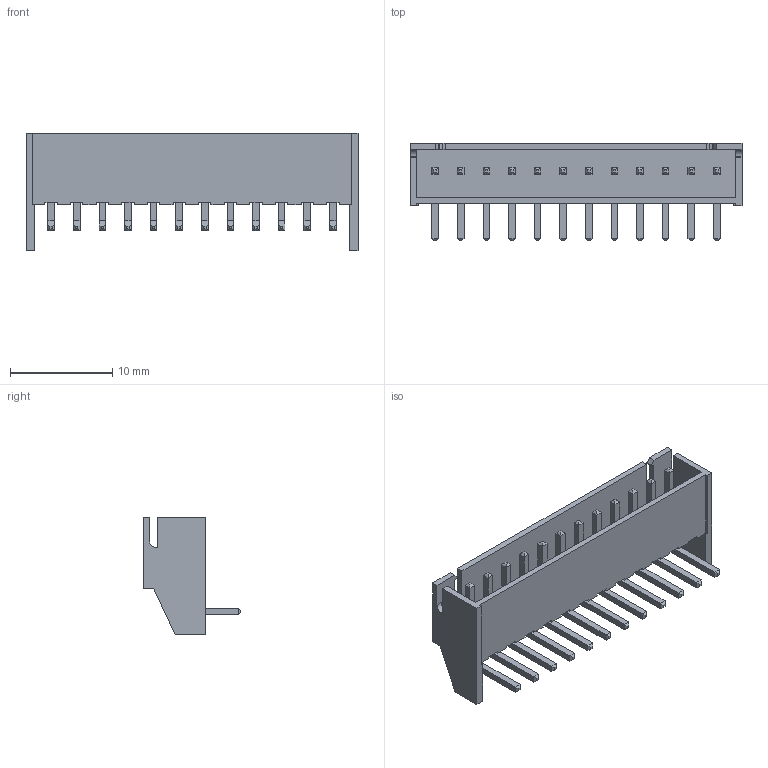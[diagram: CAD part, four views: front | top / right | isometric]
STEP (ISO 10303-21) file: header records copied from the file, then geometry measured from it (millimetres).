
FILE_DESCRIPTION(/* description */ (''),/* implementation_level */ '2;1');
FILE_NAME(/* name */ 'S12B-XH-A.stp',/* time_stamp */ '2017-04-07T20:55:23+09:00',/* author */ (''),/* organization */ (''),/* preprocessor_version */ 'ST-DEVELOPER v16.5',/* originating_system */ 'Autodesk Translation Framework v5.2.0.2920',/* authorisation */ '');
FILE_SCHEMA (('AUTOMOTIVE_DESIGN { 1 0 10303 214 3 1 1 }'));
Length unit declared in the file: millimetre
Products named in the file (1): S3B-XH-A v6
Bounding box: 32.4 x 9.5 x 11.5 mm (x, y, z)
Volume: 480.6 mm3; surface area: 1970.6 mm2
Topology: 13 solids, 13 shells, 358 faces, 898 edges, 566 vertices
Faces by surface type: plane 328, cylinder 30
Entity records: 10470 total; most frequent: CARTESIAN_POINT 1823, ORIENTED_EDGE 1796, DIRECTION 1676, EDGE_CURVE 898, LINE 838, VECTOR 838, VERTEX_POINT 566, AXIS2_PLACEMENT_3D 419
